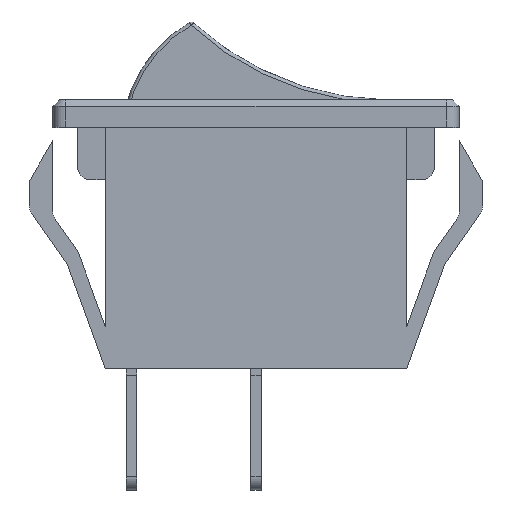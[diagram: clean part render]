
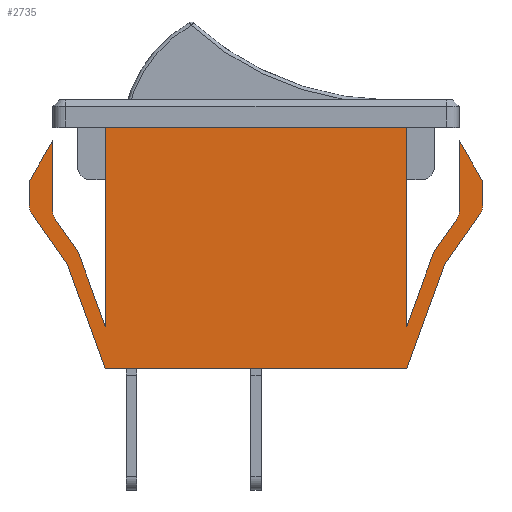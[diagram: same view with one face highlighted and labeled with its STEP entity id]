
A CAD part, top view. The second image highlights one B-rep face of the part: STEP entity #2735.
In plain terms, the highlighted planar face has unit normal (0, 0, 1).
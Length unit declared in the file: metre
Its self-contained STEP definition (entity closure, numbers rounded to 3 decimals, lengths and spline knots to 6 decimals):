
#151=CIRCLE('',#3066,0.001);
#152=CIRCLE('',#3067,0.001);
#153=CIRCLE('',#3068,0.001);
#154=CIRCLE('',#3069,0.001);
#155=CIRCLE('',#3070,0.001);
#156=CIRCLE('',#3071,0.001);
#157=CIRCLE('',#3072,0.001);
#158=CIRCLE('',#3073,0.001);
#281=ORIENTED_EDGE('',*,*,#1104,.T.);
#282=ORIENTED_EDGE('',*,*,#1105,.T.);
#283=ORIENTED_EDGE('',*,*,#1106,.T.);
#284=ORIENTED_EDGE('',*,*,#1107,.T.);
#285=ORIENTED_EDGE('',*,*,#1108,.T.);
#286=ORIENTED_EDGE('',*,*,#1109,.T.);
#287=ORIENTED_EDGE('',*,*,#1110,.T.);
#288=ORIENTED_EDGE('',*,*,#1111,.T.);
#289=ORIENTED_EDGE('',*,*,#1112,.T.);
#290=ORIENTED_EDGE('',*,*,#1113,.T.);
#291=ORIENTED_EDGE('',*,*,#1114,.T.);
#292=ORIENTED_EDGE('',*,*,#1069,.F.);
#293=ORIENTED_EDGE('',*,*,#1115,.F.);
#294=ORIENTED_EDGE('',*,*,#1116,.T.);
#295=ORIENTED_EDGE('',*,*,#1117,.F.);
#296=ORIENTED_EDGE('',*,*,#1118,.T.);
#297=ORIENTED_EDGE('',*,*,#1119,.F.);
#298=ORIENTED_EDGE('',*,*,#1120,.F.);
#299=ORIENTED_EDGE('',*,*,#1121,.F.);
#300=ORIENTED_EDGE('',*,*,#1122,.T.);
#301=ORIENTED_EDGE('',*,*,#1123,.F.);
#302=ORIENTED_EDGE('',*,*,#1124,.T.);
#303=ORIENTED_EDGE('',*,*,#1125,.F.);
#304=ORIENTED_EDGE('',*,*,#1101,.F.);
#305=ORIENTED_EDGE('',*,*,#1126,.T.);
#306=ORIENTED_EDGE('',*,*,#1127,.T.);
#1069=EDGE_CURVE('',#1481,#1482,#1749,.T.);
#1101=EDGE_CURVE('',#1512,#1513,#1777,.T.);
#1104=EDGE_CURVE('',#1515,#1516,#1780,.T.);
#1105=EDGE_CURVE('',#1516,#1517,#151,.T.);
#1106=EDGE_CURVE('',#1517,#1518,#1781,.T.);
#1107=EDGE_CURVE('',#1518,#1519,#152,.F.);
#1108=EDGE_CURVE('',#1519,#1520,#1782,.T.);
#1109=EDGE_CURVE('',#1520,#1521,#1783,.T.);
#1110=EDGE_CURVE('',#1521,#1522,#1784,.T.);
#1111=EDGE_CURVE('',#1522,#1523,#153,.T.);
#1112=EDGE_CURVE('',#1523,#1524,#1785,.T.);
#1113=EDGE_CURVE('',#1524,#1525,#154,.F.);
#1114=EDGE_CURVE('',#1525,#1482,#1786,.T.);
#1115=EDGE_CURVE('',#1526,#1481,#1787,.T.);
#1116=EDGE_CURVE('',#1526,#1527,#155,.F.);
#1117=EDGE_CURVE('',#1528,#1527,#1788,.T.);
#1118=EDGE_CURVE('',#1528,#1529,#156,.T.);
#1119=EDGE_CURVE('',#1530,#1529,#1789,.T.);
#1120=EDGE_CURVE('',#1531,#1530,#1790,.T.);
#1121=EDGE_CURVE('',#1532,#1531,#1791,.T.);
#1122=EDGE_CURVE('',#1532,#1533,#157,.F.);
#1123=EDGE_CURVE('',#1534,#1533,#1792,.T.);
#1124=EDGE_CURVE('',#1534,#1535,#158,.T.);
#1125=EDGE_CURVE('',#1513,#1535,#1793,.T.);
#1126=EDGE_CURVE('',#1512,#1536,#1794,.T.);
#1127=EDGE_CURVE('',#1536,#1515,#1795,.T.);
#1481=VERTEX_POINT('',#4045);
#1482=VERTEX_POINT('',#4046);
#1512=VERTEX_POINT('',#4111);
#1513=VERTEX_POINT('',#4113);
#1515=VERTEX_POINT('',#4119);
#1516=VERTEX_POINT('',#4120);
#1517=VERTEX_POINT('',#4122);
#1518=VERTEX_POINT('',#4124);
#1519=VERTEX_POINT('',#4126);
#1520=VERTEX_POINT('',#4128);
#1521=VERTEX_POINT('',#4130);
#1522=VERTEX_POINT('',#4132);
#1523=VERTEX_POINT('',#4134);
#1524=VERTEX_POINT('',#4136);
#1525=VERTEX_POINT('',#4138);
#1526=VERTEX_POINT('',#4141);
#1527=VERTEX_POINT('',#4143);
#1528=VERTEX_POINT('',#4145);
#1529=VERTEX_POINT('',#4147);
#1530=VERTEX_POINT('',#4149);
#1531=VERTEX_POINT('',#4151);
#1532=VERTEX_POINT('',#4153);
#1533=VERTEX_POINT('',#4155);
#1534=VERTEX_POINT('',#4157);
#1535=VERTEX_POINT('',#4159);
#1536=VERTEX_POINT('',#4162);
#1749=LINE('',#4044,#2029);
#1777=LINE('',#4112,#2057);
#1780=LINE('',#4118,#2060);
#1781=LINE('',#4123,#2061);
#1782=LINE('',#4127,#2062);
#1783=LINE('',#4129,#2063);
#1784=LINE('',#4131,#2064);
#1785=LINE('',#4135,#2065);
#1786=LINE('',#4139,#2066);
#1787=LINE('',#4140,#2067);
#1788=LINE('',#4144,#2068);
#1789=LINE('',#4148,#2069);
#1790=LINE('',#4150,#2070);
#1791=LINE('',#4152,#2071);
#1792=LINE('',#4156,#2072);
#1793=LINE('',#4160,#2073);
#1794=LINE('',#4161,#2074);
#1795=LINE('',#4163,#2075);
#2029=VECTOR('',#3296,1.);
#2057=VECTOR('',#3340,1.);
#2060=VECTOR('',#3345,1.);
#2061=VECTOR('',#3348,1.);
#2062=VECTOR('',#3351,1.);
#2063=VECTOR('',#3352,1.);
#2064=VECTOR('',#3353,1.);
#2065=VECTOR('',#3356,1.);
#2066=VECTOR('',#3359,1.);
#2067=VECTOR('',#3360,1.);
#2068=VECTOR('',#3363,1.);
#2069=VECTOR('',#3366,1.);
#2070=VECTOR('',#3367,1.);
#2071=VECTOR('',#3368,1.);
#2072=VECTOR('',#3371,1.);
#2073=VECTOR('',#3374,1.);
#2074=VECTOR('',#3375,1.);
#2075=VECTOR('',#3376,1.);
#2312=EDGE_LOOP('',(#281,#282,#283,#284,#285,#286,#287,#288,#289,#290,#291,
#292,#293,#294,#295,#296,#297,#298,#299,#300,#301,#302,#303,#304,#305,#306));
#2482=FACE_BOUND('',#2312,.T.);
#2650=PLANE('',#3065);
#2735=ADVANCED_FACE('',(#2482),#2650,.T.);
#3065=AXIS2_PLACEMENT_3D('',#4117,#3343,#3344);
#3066=AXIS2_PLACEMENT_3D('',#4121,#3346,#3347);
#3067=AXIS2_PLACEMENT_3D('',#4125,#3349,#3350);
#3068=AXIS2_PLACEMENT_3D('',#4133,#3354,#3355);
#3069=AXIS2_PLACEMENT_3D('',#4137,#3357,#3358);
#3070=AXIS2_PLACEMENT_3D('',#4142,#3361,#3362);
#3071=AXIS2_PLACEMENT_3D('',#4146,#3364,#3365);
#3072=AXIS2_PLACEMENT_3D('',#4154,#3369,#3370);
#3073=AXIS2_PLACEMENT_3D('',#4158,#3372,#3373);
#3296=DIRECTION('',(-1.,0.,0.));
#3340=DIRECTION('',(0.,-1.,0.));
#3343=DIRECTION('',(0.,0.,1.));
#3344=DIRECTION('',(1.,0.,0.));
#3345=DIRECTION('',(-0.342,0.94,0.));
#3346=DIRECTION('',(0.,0.,1.));
#3347=DIRECTION('',(1.,0.,0.));
#3348=DIRECTION('',(-0.574,0.819,0.));
#3349=DIRECTION('',(0.,0.,1.));
#3350=DIRECTION('',(1.,0.,0.));
#3351=DIRECTION('',(0.,1.,0.));
#3352=DIRECTION('',(-0.5,-0.866,0.));
#3353=DIRECTION('',(0.,-1.,0.));
#3354=DIRECTION('',(0.,0.,1.));
#3355=DIRECTION('',(1.,0.,0.));
#3356=DIRECTION('',(0.574,-0.819,0.));
#3357=DIRECTION('',(0.,0.,1.));
#3358=DIRECTION('',(1.,0.,0.));
#3359=DIRECTION('',(0.342,-0.94,0.));
#3360=DIRECTION('',(-0.342,-0.94,0.));
#3361=DIRECTION('',(0.,0.,1.));
#3362=DIRECTION('',(1.,0.,0.));
#3363=DIRECTION('',(-0.574,-0.819,0.));
#3364=DIRECTION('',(0.,0.,1.));
#3365=DIRECTION('',(1.,0.,0.));
#3366=DIRECTION('',(0.,-1.,0.));
#3367=DIRECTION('',(0.5,-0.866,0.));
#3368=DIRECTION('',(0.,1.,0.));
#3369=DIRECTION('',(0.,0.,1.));
#3370=DIRECTION('',(1.,0.,0.));
#3371=DIRECTION('',(0.574,0.819,0.));
#3372=DIRECTION('',(0.,0.,1.));
#3373=DIRECTION('',(1.,0.,0.));
#3374=DIRECTION('',(0.342,0.94,0.));
#3375=DIRECTION('',(-1.,0.,0.));
#3376=DIRECTION('',(0.,-1.,0.));
#4044=CARTESIAN_POINT('',(0.,0.,0.00605));
#4045=CARTESIAN_POINT('',(0.0115,0.,0.00605));
#4046=CARTESIAN_POINT('',(-0.0115,0.,0.00605));
#4111=CARTESIAN_POINT('',(0.0115,0.0184,0.00605));
#4112=CARTESIAN_POINT('',(0.0115,0.0184,0.00605));
#4113=CARTESIAN_POINT('',(0.0115,0.003216,0.00605));
#4117=CARTESIAN_POINT('',(0.,0.0184,0.00605));
#4118=CARTESIAN_POINT('',(-0.01253,0.006046,0.00605));
#4119=CARTESIAN_POINT('',(-0.0115,0.003216,0.00605));
#4120=CARTESIAN_POINT('',(-0.013515,0.008752,0.00605));
#4121=CARTESIAN_POINT('',(-0.014454,0.00841,0.00605));
#4122=CARTESIAN_POINT('',(-0.013635,0.008983,0.00605));
#4123=CARTESIAN_POINT('',(-0.01453,0.010261,0.00605));
#4124=CARTESIAN_POINT('',(-0.015319,0.011388,0.00605));
#4125=CARTESIAN_POINT('',(-0.0145,0.011962,0.00605));
#4126=CARTESIAN_POINT('',(-0.0155,0.011962,0.00605));
#4127=CARTESIAN_POINT('',(-0.0155,0.014523,0.00605));
#4128=CARTESIAN_POINT('',(-0.0155,0.0174,0.00605));
#4129=CARTESIAN_POINT('',(-0.0164,0.015841,0.00605));
#4130=CARTESIAN_POINT('',(-0.0173,0.014282,0.00605));
#4131=CARTESIAN_POINT('',(-0.0173,0.013204,0.00605));
#4132=CARTESIAN_POINT('',(-0.0173,0.01244,0.00605));
#4133=CARTESIAN_POINT('',(-0.0163,0.01244,0.00605));
#4134=CARTESIAN_POINT('',(-0.017119,0.011867,0.00605));
#4135=CARTESIAN_POINT('',(-0.015856,0.010062,0.00605));
#4136=CARTESIAN_POINT('',(-0.014487,0.008108,0.00605));
#4137=CARTESIAN_POINT('',(-0.015306,0.007534,0.00605));
#4138=CARTESIAN_POINT('',(-0.014367,0.007876,0.00605));
#4139=CARTESIAN_POINT('',(-0.012956,0.004,0.00605));
#4140=CARTESIAN_POINT('',(0.012956,0.004,0.00605));
#4141=CARTESIAN_POINT('',(0.014367,0.007876,0.00605));
#4142=CARTESIAN_POINT('',(0.015306,0.007534,0.00605));
#4143=CARTESIAN_POINT('',(0.014487,0.008108,0.00605));
#4144=CARTESIAN_POINT('',(0.015856,0.010062,0.00605));
#4145=CARTESIAN_POINT('',(0.017119,0.011867,0.00605));
#4146=CARTESIAN_POINT('',(0.0163,0.01244,0.00605));
#4147=CARTESIAN_POINT('',(0.0173,0.01244,0.00605));
#4148=CARTESIAN_POINT('',(0.0173,0.013204,0.00605));
#4149=CARTESIAN_POINT('',(0.0173,0.014282,0.00605));
#4150=CARTESIAN_POINT('',(0.0164,0.015841,0.00605));
#4151=CARTESIAN_POINT('',(0.0155,0.0174,0.00605));
#4152=CARTESIAN_POINT('',(0.0155,0.014523,0.00605));
#4153=CARTESIAN_POINT('',(0.0155,0.011962,0.00605));
#4154=CARTESIAN_POINT('',(0.0145,0.011962,0.00605));
#4155=CARTESIAN_POINT('',(0.015319,0.011388,0.00605));
#4156=CARTESIAN_POINT('',(0.01453,0.010261,0.00605));
#4157=CARTESIAN_POINT('',(0.013635,0.008983,0.00605));
#4158=CARTESIAN_POINT('',(0.014454,0.00841,0.00605));
#4159=CARTESIAN_POINT('',(0.013515,0.008752,0.00605));
#4160=CARTESIAN_POINT('',(0.01253,0.006046,0.00605));
#4161=CARTESIAN_POINT('',(0.,0.0184,0.00605));
#4162=CARTESIAN_POINT('',(-0.0115,0.0184,0.00605));
#4163=CARTESIAN_POINT('',(-0.0115,0.0184,0.00605));
